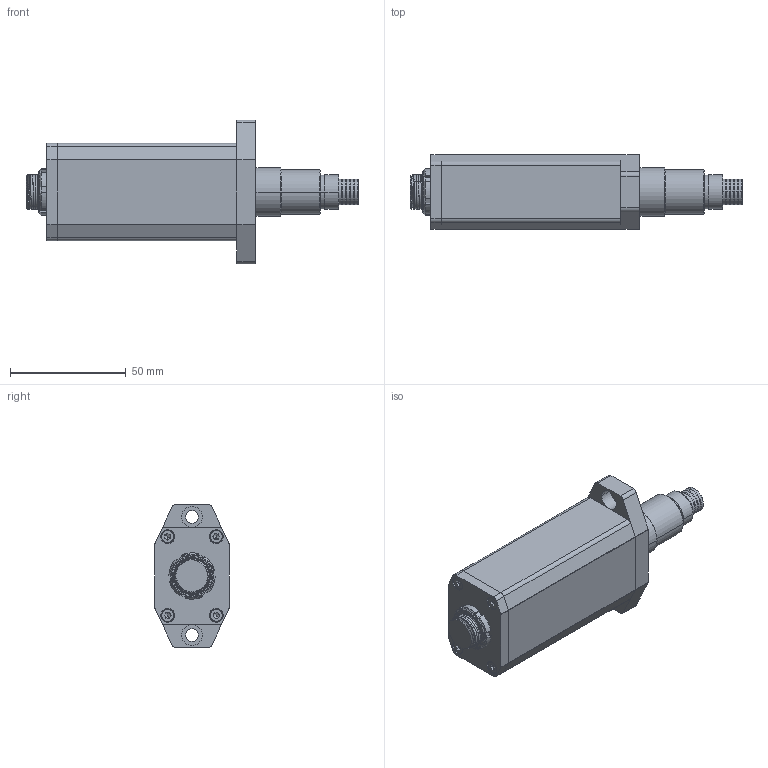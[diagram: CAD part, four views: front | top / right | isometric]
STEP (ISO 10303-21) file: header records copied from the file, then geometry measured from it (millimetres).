
FILE_DESCRIPTION (( 'STEP AP203' ), '1' );
FILE_NAME ('DSF0010.STEP', '2023-12-20T14:16:59', ( 'Microsoft' ), ( 'Microsoft' ), 'SwSTEP 2.0', 'SolidWorks 2020', '' );
FILE_SCHEMA (( 'CONFIG_CONTROL_DESIGN' ));
Length unit declared in the file: millimetre
Products named in the file (1): DSF0010
Bounding box: 143.3 x 32 x 62 mm (x, y, z)
Surface area: 22676.7 mm2 (no closed solid volume)
Topology: 0 solids, 21 shells, 476 faces, 1771 edges, 1212 vertices
Faces by surface type: plane 177, cylinder 152, torus 52, cone 48, bspline 47
Entity records: 22863 total; most frequent: CARTESIAN_POINT 9015, ORIENTED_EDGE 2743, DIRECTION 2690, EDGE_CURVE 1751, VERTEX_POINT 1212, AXIS2_PLACEMENT_3D 986, VECTOR 718, LINE 718
